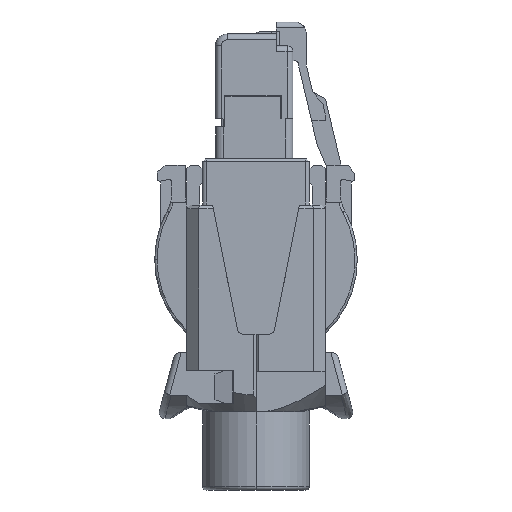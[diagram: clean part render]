
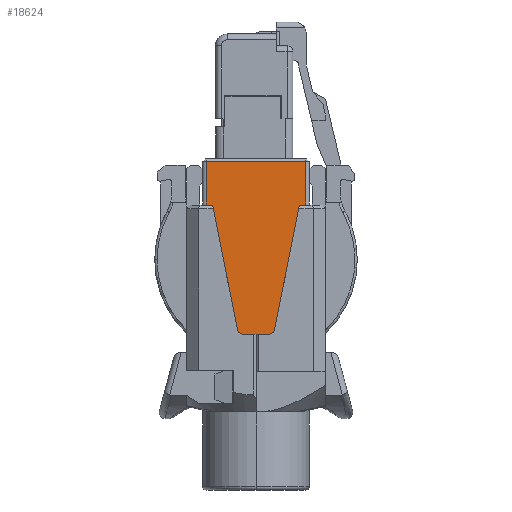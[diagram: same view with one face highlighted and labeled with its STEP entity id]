
A CAD part, left-side view. The second image highlights one B-rep face of the part: STEP entity #18624.
In plain terms, the highlighted planar face has unit normal (-1, 0, 0).
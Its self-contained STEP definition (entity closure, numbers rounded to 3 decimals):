
#221 = ORIENTED_EDGE ( 'NONE', *, *, #5712, .T. ) ;
#285 = DIRECTION ( 'NONE',  ( 0., 1., 0. ) ) ;
#408 = CARTESIAN_POINT ( 'NONE',  ( -7.1, -1.154, -28.06 ) ) ;
#435 = EDGE_CURVE ( 'NONE', #18888, #9645, #14949, .T. ) ;
#679 = VERTEX_POINT ( 'NONE', #16119 ) ;
#687 = CARTESIAN_POINT ( 'NONE',  ( -7.1, 0.94, -25.58 ) ) ;
#748 = VERTEX_POINT ( 'NONE', #948 ) ;
#818 = CARTESIAN_POINT ( 'NONE',  ( -7.1, 4.1, -14.58 ) ) ;
#945 = DIRECTION ( 'NONE',  ( 1., 0., 0. ) ) ;
#948 = CARTESIAN_POINT ( 'NONE',  ( -7.1, -1.73, -25.179 ) ) ;
#1152 = EDGE_CURVE ( 'NONE', #748, #15300, #14657, .T. ) ;
#1441 = VECTOR ( 'NONE', #7993, 1000. ) ;
#1800 = EDGE_CURVE ( 'NONE', #15300, #10171, #1927, .T. ) ;
#1927 = LINE ( 'NONE', #2227, #1991 ) ;
#1991 = VECTOR ( 'NONE', #2026, 1000. ) ;
#2026 = DIRECTION ( 'NONE',  ( 0., 1., 0. ) ) ;
#2126 = AXIS2_PLACEMENT_3D ( 'NONE', #11507, #8478, #19122 ) ;
#2227 = CARTESIAN_POINT ( 'NONE',  ( -7.1, -4.7, -25.58 ) ) ;
#2271 = VECTOR ( 'NONE', #285, 1000. ) ;
#2498 = ORIENTED_EDGE ( 'NONE', *, *, #435, .F. ) ;
#2566 = VECTOR ( 'NONE', #14161, 1000. ) ;
#2636 = CARTESIAN_POINT ( 'NONE',  ( -7.1, -4.4, -28.769 ) ) ;
#3036 = LINE ( 'NONE', #408, #2566 ) ;
#3186 = CIRCLE ( 'NONE', #12898, 0.5 ) ;
#3233 = VERTEX_POINT ( 'NONE', #10255 ) ;
#3289 = DIRECTION ( 'NONE',  ( 0., 1., 0. ) ) ;
#3407 = VECTOR ( 'NONE', #3289, 1000. ) ;
#3578 = VERTEX_POINT ( 'NONE', #12714 ) ;
#4205 = DIRECTION ( 'NONE',  ( 0., 0., 1. ) ) ;
#4344 = ORIENTED_EDGE ( 'NONE', *, *, #14256, .F. ) ;
#4561 = ORIENTED_EDGE ( 'NONE', *, *, #1152, .F. ) ;
#4580 = LINE ( 'NONE', #6243, #3407 ) ;
#4855 = LINE ( 'NONE', #2636, #16552 ) ;
#5212 = LINE ( 'NONE', #17459, #9818 ) ;
#5712 = EDGE_CURVE ( 'NONE', #679, #8320, #4580, .T. ) ;
#6130 = ORIENTED_EDGE ( 'NONE', *, *, #15029, .T. ) ;
#6243 = CARTESIAN_POINT ( 'NONE',  ( -7.1, 4.1, -10.869 ) ) ;
#6445 = EDGE_LOOP ( 'NONE', ( #7895, #10688, #221, #6130, #2498, #4344, #12363, #13672, #4561, #7604 ) ) ;
#6908 = PLANE ( 'NONE',  #2126 ) ;
#7008 = DIRECTION ( 'NONE',  ( 0., 0.196, 0.981 ) ) ;
#7313 = LINE ( 'NONE', #13142, #10448 ) ;
#7604 = ORIENTED_EDGE ( 'NONE', *, *, #14953, .F. ) ;
#7895 = ORIENTED_EDGE ( 'NONE', *, *, #12391, .F. ) ;
#7937 = CARTESIAN_POINT ( 'NONE',  ( -7.1, -3.85, -14.58 ) ) ;
#7993 = DIRECTION ( 'NONE',  ( 0., 1., 0. ) ) ;
#8054 = CARTESIAN_POINT ( 'NONE',  ( -7.1, -4.7, -14.58 ) ) ;
#8320 = VERTEX_POINT ( 'NONE', #10177 ) ;
#8351 = DIRECTION ( 'NONE',  ( 0., 0., -1. ) ) ;
#8478 = DIRECTION ( 'NONE',  ( 1., 0., 0. ) ) ;
#8678 = AXIS2_PLACEMENT_3D ( 'NONE', #13961, #14026, #14091 ) ;
#9506 = CARTESIAN_POINT ( 'NONE',  ( -7.1, -4.7, -14.58 ) ) ;
#9645 = VERTEX_POINT ( 'NONE', #818 ) ;
#9818 = VECTOR ( 'NONE', #8351, 1000. ) ;
#10171 = VERTEX_POINT ( 'NONE', #687 ) ;
#10177 = CARTESIAN_POINT ( 'NONE',  ( -7.1, 4.1, -10.869 ) ) ;
#10186 = CARTESIAN_POINT ( 'NONE',  ( -7.1, 0.94, -25.08 ) ) ;
#10255 = CARTESIAN_POINT ( 'NONE',  ( -7.1, 1.43, -25.179 ) ) ;
#10292 = EDGE_CURVE ( 'NONE', #10171, #3233, #3186, .T. ) ;
#10448 = VECTOR ( 'NONE', #7008, 1000. ) ;
#10688 = ORIENTED_EDGE ( 'NONE', *, *, #19316, .T. ) ;
#11507 = CARTESIAN_POINT ( 'NONE',  ( -7.1, -4.7, -28.769 ) ) ;
#11730 = DIRECTION ( 'NONE',  ( 0., 0., -1. ) ) ;
#11868 = LINE ( 'NONE', #9506, #2271 ) ;
#12363 = ORIENTED_EDGE ( 'NONE', *, *, #10292, .F. ) ;
#12391 = EDGE_CURVE ( 'NONE', #3578, #18401, #11868, .T. ) ;
#12714 = CARTESIAN_POINT ( 'NONE',  ( -7.1, -4.4, -14.58 ) ) ;
#12898 = AXIS2_PLACEMENT_3D ( 'NONE', #10186, #945, #11730 ) ;
#13142 = CARTESIAN_POINT ( 'NONE',  ( -7.1, 0.504, -29.81 ) ) ;
#13305 = FACE_OUTER_BOUND ( 'NONE', #6445, .T. ) ;
#13672 = ORIENTED_EDGE ( 'NONE', *, *, #1800, .F. ) ;
#13686 = CARTESIAN_POINT ( 'NONE',  ( -7.1, -1.24, -25.58 ) ) ;
#13746 = CARTESIAN_POINT ( 'NONE',  ( -7.1, 3.55, -14.58 ) ) ;
#13961 = CARTESIAN_POINT ( 'NONE',  ( -7.1, -1.24, -25.08 ) ) ;
#14026 = DIRECTION ( 'NONE',  ( 1., 0., 0. ) ) ;
#14091 = DIRECTION ( 'NONE',  ( 0., 0., -1. ) ) ;
#14161 = DIRECTION ( 'NONE',  ( 0., 0.196, -0.981 ) ) ;
#14256 = EDGE_CURVE ( 'NONE', #3233, #18888, #7313, .T. ) ;
#14657 = CIRCLE ( 'NONE', #8678, 0.5 ) ;
#14949 = LINE ( 'NONE', #8054, #1441 ) ;
#14953 = EDGE_CURVE ( 'NONE', #18401, #748, #3036, .T. ) ;
#15029 = EDGE_CURVE ( 'NONE', #8320, #9645, #5212, .T. ) ;
#15300 = VERTEX_POINT ( 'NONE', #13686 ) ;
#16119 = CARTESIAN_POINT ( 'NONE',  ( -7.1, -4.4, -10.869 ) ) ;
#16552 = VECTOR ( 'NONE', #4205, 1000. ) ;
#17459 = CARTESIAN_POINT ( 'NONE',  ( -7.1, 4.1, -26.494 ) ) ;
#18401 = VERTEX_POINT ( 'NONE', #7937 ) ;
#18624 = ADVANCED_FACE ( 'NONE', ( #13305 ), #6908, .F. ) ;
#18888 = VERTEX_POINT ( 'NONE', #13746 ) ;
#19122 = DIRECTION ( 'NONE',  ( 0., 0., 1. ) ) ;
#19316 = EDGE_CURVE ( 'NONE', #3578, #679, #4855, .T. ) ;
